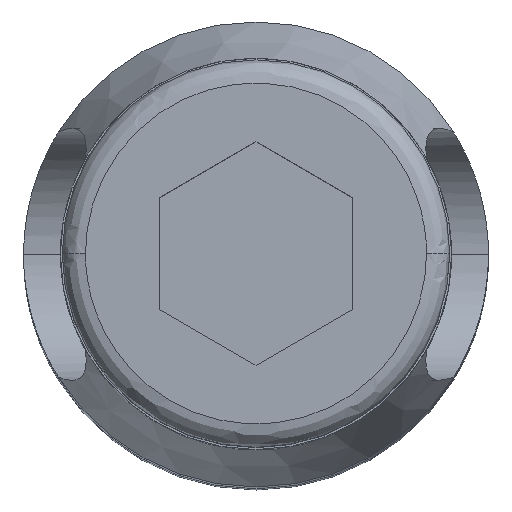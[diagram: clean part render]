
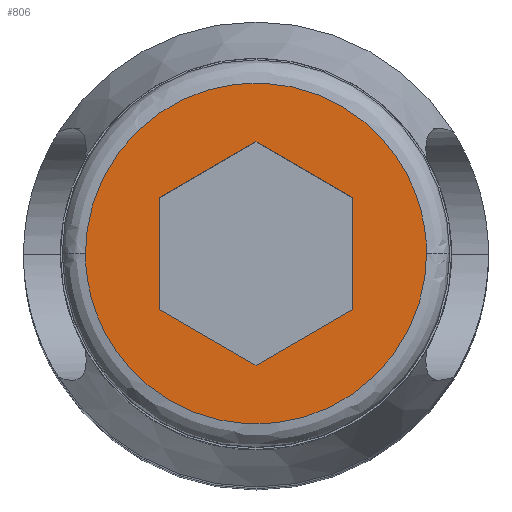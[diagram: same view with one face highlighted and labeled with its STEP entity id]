
A CAD part, top view. The second image highlights one B-rep face of the part: STEP entity #806.
In plain terms, the highlighted planar face has unit normal (0, 0, 1).
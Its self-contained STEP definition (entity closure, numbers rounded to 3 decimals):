
#48 = DIRECTION ( 'NONE',  ( 0., 1., 0. ) ) ;
#123 = LINE ( 'NONE', #872, #888 ) ;
#127 = CARTESIAN_POINT ( 'NONE',  ( -4.4, 0., 40. ) ) ;
#154 = DIRECTION ( 'NONE',  ( -0.866, -0.5, 0. ) ) ;
#201 = EDGE_CURVE ( 'NONE', #1726, #985, #123, .T. ) ;
#218 = CARTESIAN_POINT ( 'NONE',  ( -4.4, -8.8, 40. ) ) ;
#226 = EDGE_CURVE ( 'NONE', #590, #1729, #1034, .T. ) ;
#228 =( BOUNDED_CURVE ( )  B_SPLINE_CURVE ( 3, ( #557, #1680, #218, #1325 ),
 .UNSPECIFIED., .F., .T. ) 
 B_SPLINE_CURVE_WITH_KNOTS ( ( 4, 4 ),
 ( 0.25, 0.75 ),
 .UNSPECIFIED. ) 
 CURVE ( )  GEOMETRIC_REPRESENTATION_ITEM ( )  RATIONAL_B_SPLINE_CURVE ( ( 1., 0.333, 0.333, 1. ) ) 
 REPRESENTATION_ITEM ( '' )  );
#246 = EDGE_LOOP ( 'NONE', ( #1949, #1619 ) ) ;
#261 = VECTOR ( 'NONE', #1063, 1000. ) ;
#294 = CARTESIAN_POINT ( 'NONE',  ( 4.4, 0., 40. ) ) ;
#374 = ORIENTED_EDGE ( 'NONE', *, *, #1153, .T. ) ;
#421 = ORIENTED_EDGE ( 'NONE', *, *, #226, .T. ) ;
#436 =( BOUNDED_CURVE ( )  B_SPLINE_CURVE ( 3, ( #127, #1243, #468, #294 ),
 .UNSPECIFIED., .F., .F. ) 
 B_SPLINE_CURVE_WITH_KNOTS ( ( 4, 4 ),
 ( 0.75, 1.25 ),
 .UNSPECIFIED. ) 
 CURVE ( )  GEOMETRIC_REPRESENTATION_ITEM ( )  RATIONAL_B_SPLINE_CURVE ( ( 1., 0.333, 0.333, 1. ) ) 
 REPRESENTATION_ITEM ( '' )  );
#468 = CARTESIAN_POINT ( 'NONE',  ( 4.4, 8.8, 40. ) ) ;
#487 = VECTOR ( 'NONE', #48, 1000. ) ;
#493 = CARTESIAN_POINT ( 'NONE',  ( 2.5, 1.443, 40. ) ) ;
#509 = PLANE ( 'NONE',  #2072 ) ;
#537 = DIRECTION ( 'NONE',  ( 1., 0., 0. ) ) ;
#546 = CARTESIAN_POINT ( 'NONE',  ( 2.5, 0., 40. ) ) ;
#557 = CARTESIAN_POINT ( 'NONE',  ( 4.4, 0., 40. ) ) ;
#590 = VERTEX_POINT ( 'NONE', #493 ) ;
#641 = CARTESIAN_POINT ( 'NONE',  ( 2.5, -1.443, 40. ) ) ;
#664 = EDGE_CURVE ( 'NONE', #691, #1726, #1057, .T. ) ;
#691 = VERTEX_POINT ( 'NONE', #1119 ) ;
#714 = CARTESIAN_POINT ( 'NONE',  ( 0., -2.887, 40. ) ) ;
#751 = CARTESIAN_POINT ( 'NONE',  ( 0., 2.887, 40. ) ) ;
#757 = VERTEX_POINT ( 'NONE', #1608 ) ;
#795 = VECTOR ( 'NONE', #154, 1000. ) ;
#806 = ADVANCED_FACE ( 'NONE', ( #1006, #1457 ), #509, .T. ) ;
#840 = EDGE_CURVE ( 'NONE', #757, #2059, #228, .T. ) ;
#849 = DIRECTION ( 'NONE',  ( 0.866, 0.5, 0. ) ) ;
#872 = CARTESIAN_POINT ( 'NONE',  ( -2.5, 1.443, 40. ) ) ;
#888 = VECTOR ( 'NONE', #849, 1000. ) ;
#962 = ORIENTED_EDGE ( 'NONE', *, *, #1632, .T. ) ;
#985 = VERTEX_POINT ( 'NONE', #1368 ) ;
#1006 = FACE_BOUND ( 'NONE', #1518, .T. ) ;
#1021 = CARTESIAN_POINT ( 'NONE',  ( 0., 0., 40. ) ) ;
#1034 = LINE ( 'NONE', #546, #2035 ) ;
#1057 = LINE ( 'NONE', #1804, #487 ) ;
#1063 = DIRECTION ( 'NONE',  ( 0.866, -0.5, 0. ) ) ;
#1088 = CARTESIAN_POINT ( 'NONE',  ( 0., -2.887, 40. ) ) ;
#1092 = LINE ( 'NONE', #751, #261 ) ;
#1094 = EDGE_CURVE ( 'NONE', #985, #590, #1092, .T. ) ;
#1119 = CARTESIAN_POINT ( 'NONE',  ( -2.5, -1.443, 40. ) ) ;
#1121 = LINE ( 'NONE', #1088, #1219 ) ;
#1153 = EDGE_CURVE ( 'NONE', #1729, #1846, #2082, .T. ) ;
#1155 = DIRECTION ( 'NONE',  ( 0., 0., 1. ) ) ;
#1165 = DIRECTION ( 'NONE',  ( 0., -1., 0. ) ) ;
#1219 = VECTOR ( 'NONE', #1263, 1000. ) ;
#1243 = CARTESIAN_POINT ( 'NONE',  ( -4.4, 8.8, 40. ) ) ;
#1254 = EDGE_CURVE ( 'NONE', #2059, #757, #436, .T. ) ;
#1255 = ORIENTED_EDGE ( 'NONE', *, *, #1094, .T. ) ;
#1263 = DIRECTION ( 'NONE',  ( -0.866, 0.5, 0. ) ) ;
#1325 = CARTESIAN_POINT ( 'NONE',  ( -4.4, 0., 40. ) ) ;
#1351 = CARTESIAN_POINT ( 'NONE',  ( -4.4, 0., 40. ) ) ;
#1368 = CARTESIAN_POINT ( 'NONE',  ( 0., 2.887, 40. ) ) ;
#1457 = FACE_OUTER_BOUND ( 'NONE', #246, .T. ) ;
#1518 = EDGE_LOOP ( 'NONE', ( #1255, #421, #374, #962, #1705, #1821 ) ) ;
#1608 = CARTESIAN_POINT ( 'NONE',  ( 4.4, 0., 40. ) ) ;
#1619 = ORIENTED_EDGE ( 'NONE', *, *, #840, .F. ) ;
#1632 = EDGE_CURVE ( 'NONE', #1846, #691, #1121, .T. ) ;
#1680 = CARTESIAN_POINT ( 'NONE',  ( 4.4, -8.8, 40. ) ) ;
#1705 = ORIENTED_EDGE ( 'NONE', *, *, #664, .T. ) ;
#1726 = VERTEX_POINT ( 'NONE', #1752 ) ;
#1729 = VERTEX_POINT ( 'NONE', #641 ) ;
#1752 = CARTESIAN_POINT ( 'NONE',  ( -2.5, 1.443, 40. ) ) ;
#1804 = CARTESIAN_POINT ( 'NONE',  ( -2.5, 0., 40. ) ) ;
#1821 = ORIENTED_EDGE ( 'NONE', *, *, #201, .T. ) ;
#1846 = VERTEX_POINT ( 'NONE', #714 ) ;
#1901 = CARTESIAN_POINT ( 'NONE',  ( 2.5, -1.443, 40. ) ) ;
#1949 = ORIENTED_EDGE ( 'NONE', *, *, #1254, .F. ) ;
#2035 = VECTOR ( 'NONE', #1165, 1000. ) ;
#2059 = VERTEX_POINT ( 'NONE', #1351 ) ;
#2072 = AXIS2_PLACEMENT_3D ( 'NONE', #1021, #1155, #537 ) ;
#2082 = LINE ( 'NONE', #1901, #795 ) ;
